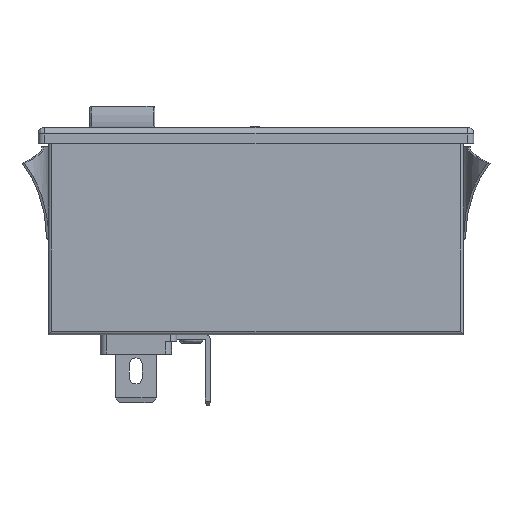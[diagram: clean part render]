
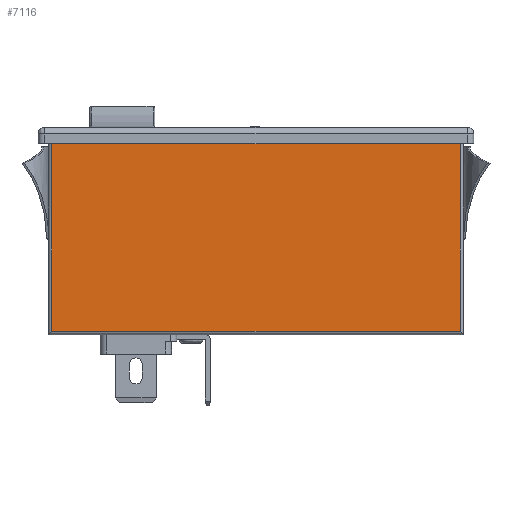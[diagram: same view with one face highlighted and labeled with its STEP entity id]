
A CAD part, front view. The second image highlights one B-rep face of the part: STEP entity #7116.
In plain terms, the highlighted planar face has unit normal (0, -1, 0).
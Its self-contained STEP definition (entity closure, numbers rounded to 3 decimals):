
#5394 = AXIS2_PLACEMENT_3D ( 'NONE', #15625, #15624, #15622 ) ;
#6869 = ORIENTED_EDGE ( 'NONE', *, *, #7451, .F. ) ;
#6870 = ORIENTED_EDGE ( 'NONE', *, *, #7452, .F. ) ;
#6871 = ORIENTED_EDGE ( 'NONE', *, *, #7450, .T. ) ;
#6872 = ORIENTED_EDGE ( 'NONE', *, *, #7407, .F. ) ;
#7116 = ADVANCED_FACE ( 'NONE', ( #13547 ), #15627, .F. ) ;
#7407 = EDGE_CURVE ( 'NONE', #8776, #8778, #14234, .T. ) ;
#7450 = EDGE_CURVE ( 'NONE', #8750, #8749, #14268, .T. ) ;
#7451 = EDGE_CURVE ( 'NONE', #8750, #8776, #14269, .T. ) ;
#7452 = EDGE_CURVE ( 'NONE', #8778, #8749, #14270, .T. ) ;
#8690 = EDGE_LOOP ( 'NONE', ( #6869, #6871, #6870, #6872 ) ) ;
#8749 = VERTEX_POINT ( 'NONE', #17330 ) ;
#8750 = VERTEX_POINT ( 'NONE', #17331 ) ;
#8776 = VERTEX_POINT ( 'NONE', #17357 ) ;
#8778 = VERTEX_POINT ( 'NONE', #17359 ) ;
#13547 = FACE_OUTER_BOUND ( 'NONE', #8690, .T. ) ;
#14234 = LINE ( 'NONE', #22417, #23575 ) ;
#14268 = LINE ( 'NONE', #21762, #23501 ) ;
#14269 = LINE ( 'NONE', #21754, #23498 ) ;
#14270 = LINE ( 'NONE', #21739, #23496 ) ;
#15622 = DIRECTION ( 'NONE',  ( 0., 0., 1. ) ) ;
#15624 = DIRECTION ( 'NONE',  ( 0., 1., 0. ) ) ;
#15625 = CARTESIAN_POINT ( 'NONE',  ( 32.05, -13.15, -32. ) ) ;
#15627 = PLANE ( 'NONE',  #5394 ) ;
#17330 = CARTESIAN_POINT ( 'NONE',  ( -31.55, -13.15, -2. ) ) ;
#17331 = CARTESIAN_POINT ( 'NONE',  ( 31.55, -13.15, -2. ) ) ;
#17357 = CARTESIAN_POINT ( 'NONE',  ( 31.55, -13.15, -31.5 ) ) ;
#17359 = CARTESIAN_POINT ( 'NONE',  ( -31.55, -13.15, -31.5 ) ) ;
#21737 = DIRECTION ( 'NONE',  ( 0., 0., 1. ) ) ;
#21739 = CARTESIAN_POINT ( 'NONE',  ( -31.55, -13.15, -32. ) ) ;
#21742 = DIRECTION ( 'NONE',  ( 0., 0., -1. ) ) ;
#21754 = CARTESIAN_POINT ( 'NONE',  ( 31.55, -13.15, -32. ) ) ;
#21759 = DIRECTION ( 'NONE',  ( -1., 0., 0. ) ) ;
#21762 = CARTESIAN_POINT ( 'NONE',  ( -33.65, -13.15, -2. ) ) ;
#22416 = DIRECTION ( 'NONE',  ( -1., 0., 0. ) ) ;
#22417 = CARTESIAN_POINT ( 'NONE',  ( 32.05, -13.15, -31.5 ) ) ;
#23496 = VECTOR ( 'NONE', #21737, 1000. ) ;
#23498 = VECTOR ( 'NONE', #21742, 1000. ) ;
#23501 = VECTOR ( 'NONE', #21759, 1000. ) ;
#23575 = VECTOR ( 'NONE', #22416, 1000. ) ;
